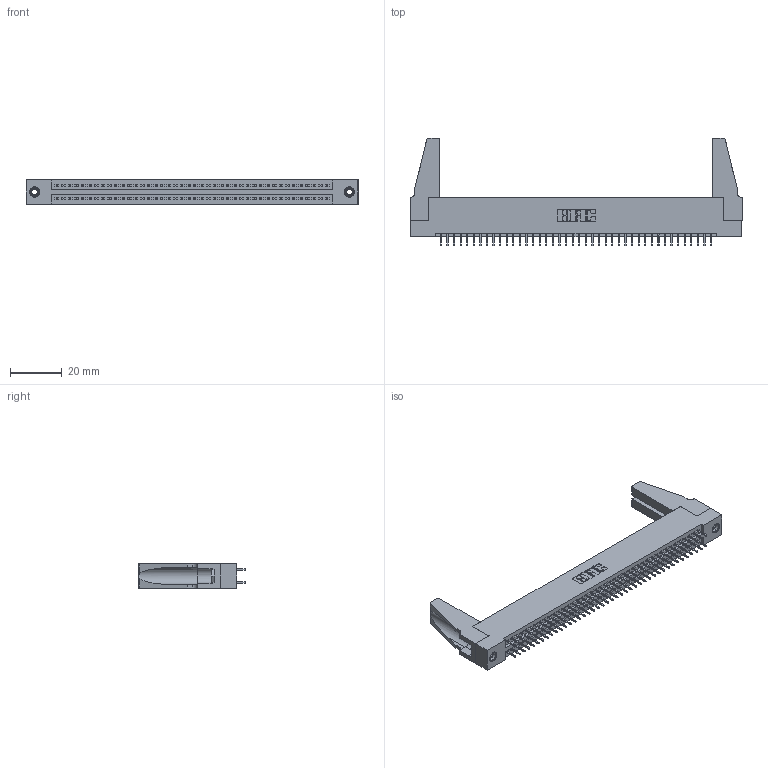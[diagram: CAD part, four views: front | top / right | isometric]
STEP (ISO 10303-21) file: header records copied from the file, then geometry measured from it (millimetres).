
FILE_DESCRIPTION (( 'STEP AP203' ), '1' );
FILE_NAME ('345-084-525-288.STEP', '2020-09-21T12:57:35', ( '' ), ( '' ), 'SwSTEP 2.0', 'SolidWorks 2020', '' );
FILE_SCHEMA (( 'CONFIG_CONTROL_DESIGN' ));
Length unit declared in the file: inch
Products named in the file (5): 345-292-001_345-293-125; 345 Part_Flush Mounting Lugs - 0.156 Dia-TH; 345-250-001_345-250-001-102; 345-084-525-288; 345-220-078_345-220-088
Assembly tree (89 placements, depth 2):
  345-084-525-288
    345 Part_Flush Mounting Lugs - 0.156 Dia-TH
    345-292-001_345-293-125  x84
    345-250-001_345-250-001-102  x2
    345-220-078_345-220-088  x2
Bounding box: 127.91 x 41.58 x 9.4 mm (x, y, z)
Volume: 15539.9 mm3; surface area: 20868.4 mm2
Topology: 89 solids, 89 shells, 4786 faces, 13507 edges, 8658 vertices
Faces by surface type: plane 3428, cylinder 1342, cone 12, torus 4
Entity records: 35176 total; most frequent: CARTESIAN_POINT 5890, ORIENTED_EDGE 5784, DIRECTION 5200, EDGE_CURVE 2892, LINE 2554, VECTOR 2554, VERTEX_POINT 1918, AXIS2_PLACEMENT_3D 1323
